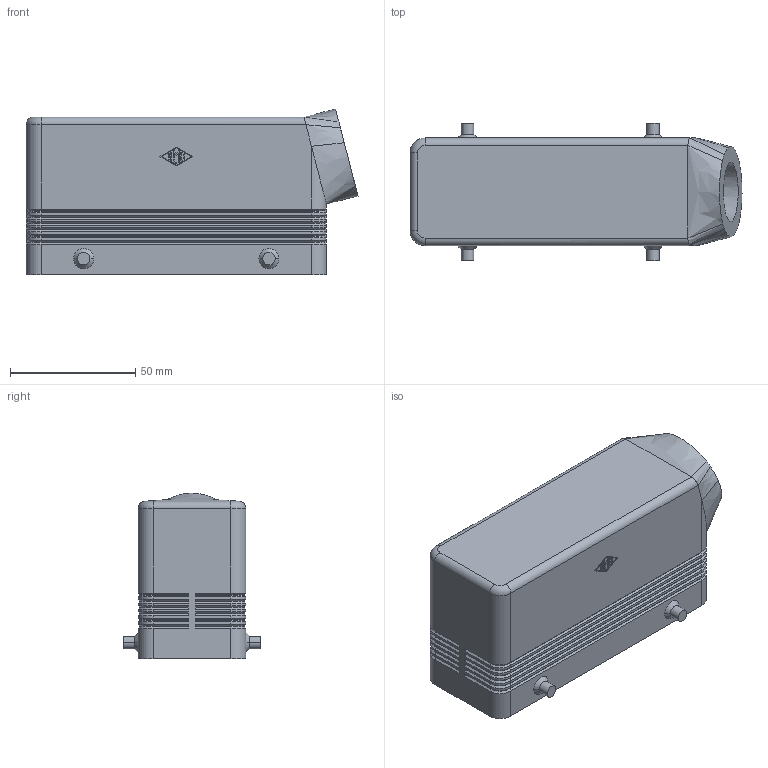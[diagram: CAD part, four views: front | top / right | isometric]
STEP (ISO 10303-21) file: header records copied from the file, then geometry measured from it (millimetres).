
FILE_DESCRIPTION(('Creo Elements/Direct Modeling STEP Export'),'2;1');
FILE_NAME('CHOT_24_5.stp','2012-12-18T15:43:50',(''),(''),'Creo Elements/Direct Modeling STEP processor for AP214 (Solid Model)','Creo Elements/Direct Modeling 18.0B 02-Dec-2011 (C) Parametric Technology GmbH','');
FILE_SCHEMA(('AUTOMOTIVE_DESIGN { 1 0 10303 214 1 1 1 1 }'));
Length unit declared in the file: millimetre
Products named in the file (1): MSBO8107
Bounding box: 132.58 x 55 x 66.21 mm (x, y, z)
Volume: 89287.5 mm3; surface area: 50463.3 mm2
Topology: 1 solids, 2 shells, 405 faces, 968 edges, 576 vertices
Faces by surface type: plane 218, cylinder 109, cone 66, bspline 8, torus 4
Entity records: 14621 total; most frequent: CARTESIAN_POINT 2226, ORIENTED_EDGE 1920, DIRECTION 1876, EDGE_CURVE 960, VECTOR 688, LINE 688, AXIS2_PLACEMENT_3D 594, VERTEX_POINT 576
